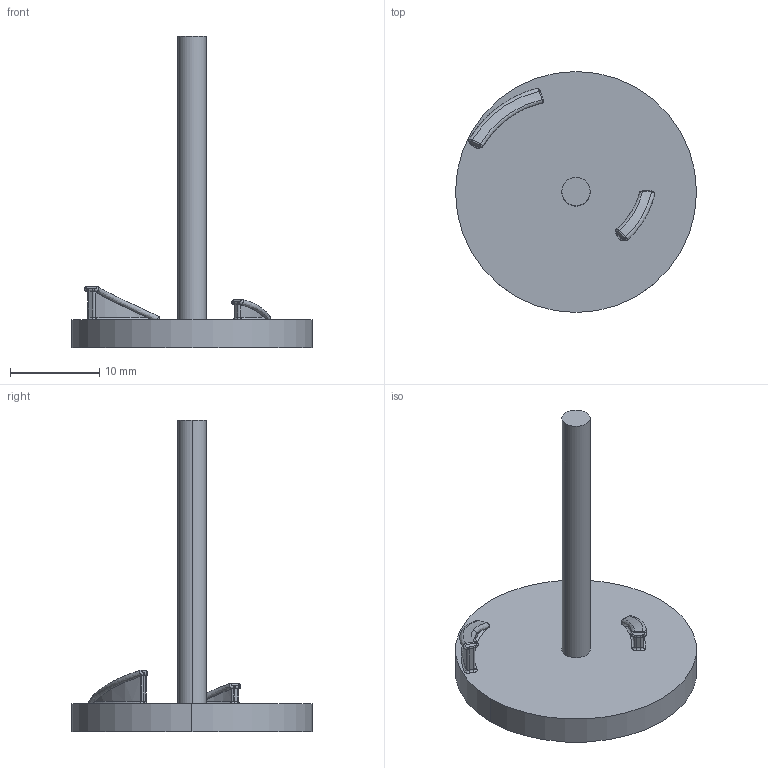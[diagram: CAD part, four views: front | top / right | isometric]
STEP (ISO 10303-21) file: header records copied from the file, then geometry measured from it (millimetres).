
FILE_DESCRIPTION (( 'STEP AP214' ), '1' );
FILE_NAME ('derailleur.STEP', '2025-10-25T17:40:54', ( '' ), ( '' ), 'SwSTEP 2.0', 'SolidWorks 2025', '' );
FILE_SCHEMA (( 'AUTOMOTIVE_DESIGN' ));
Length unit declared in the file: millimetre
Products named in the file (1): derailleur
Bounding box: 27 x 27 x 34.92 mm (x, y, z)
Volume: 2105.6 mm3; surface area: 1807.7 mm2
Topology: 1 solids, 1 shells, 68 faces, 161 edges, 98 vertices
Faces by surface type: bspline 41, cylinder 12, plane 11, torus 4
Entity records: 2987 total; most frequent: CARTESIAN_POINT 1700, ORIENTED_EDGE 322, DIRECTION 172, EDGE_CURVE 161, VERTEX_POINT 98, B_SPLINE_CURVE_WITH_KNOTS 91, AXIS2_PLACEMENT_3D 74, EDGE_LOOP 71
